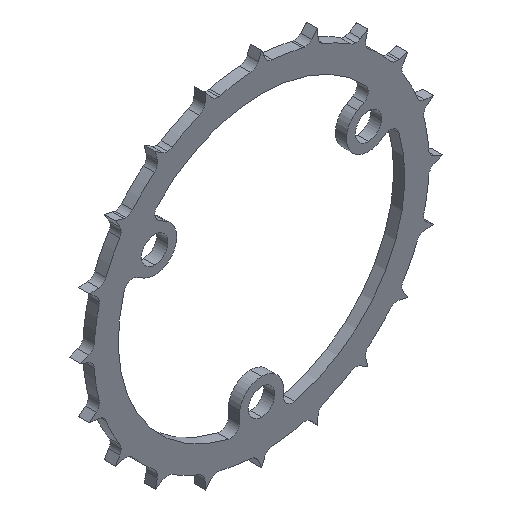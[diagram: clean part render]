
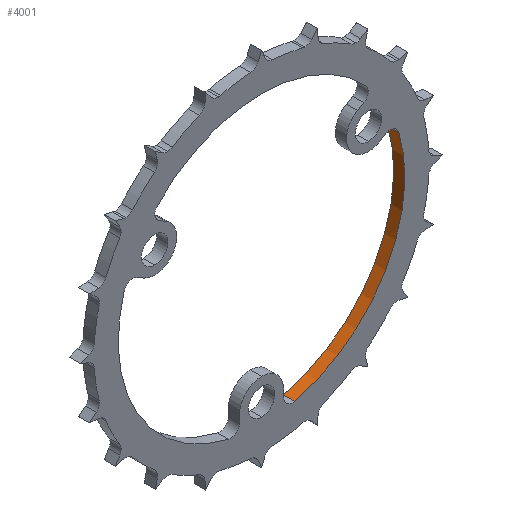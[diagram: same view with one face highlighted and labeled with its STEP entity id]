
A CAD part, isometric view. The second image highlights one B-rep face of the part: STEP entity #4001.
In plain terms, the highlighted cylindrical face has radius 20.637 mm (diameter 41.275 mm), a partial arc.
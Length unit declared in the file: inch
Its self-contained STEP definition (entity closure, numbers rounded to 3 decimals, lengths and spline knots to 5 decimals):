
#7 = ORIENTED_EDGE ( 'NONE', *, *, #3277, .T. ) ;
#49 = DIRECTION ( 'NONE',  ( 0., 0., 1. ) ) ;
#193 = CARTESIAN_POINT ( 'NONE',  ( 0.7781, 0.0315, 0.23391 ) ) ;
#515 = VECTOR ( 'NONE', #3263, 39.37008 ) ;
#925 = EDGE_CURVE ( 'NONE', #3289, #4483, #2763, .T. ) ;
#955 = EDGE_CURVE ( 'NONE', #3289, #2171, #2611, .T. ) ;
#968 = AXIS2_PLACEMENT_3D ( 'NONE', #2930, #3599, #1885 ) ;
#1072 = DIRECTION ( 'NONE',  ( 0., 1., 0. ) ) ;
#1149 = DIRECTION ( 'NONE',  ( 0., 0., 1. ) ) ;
#1218 = ORIENTED_EDGE ( 'NONE', *, *, #925, .F. ) ;
#1339 = CIRCLE ( 'NONE', #4586, 0.8125 ) ;
#1362 = ORIENTED_EDGE ( 'NONE', *, *, #955, .T. ) ;
#1530 = CYLINDRICAL_SURFACE ( 'NONE', #968, 0.8125 ) ;
#1885 = DIRECTION ( 'NONE',  ( 0., 0., 1. ) ) ;
#2171 = VERTEX_POINT ( 'NONE', #193 ) ;
#2285 = EDGE_CURVE ( 'NONE', #2171, #4666, #1339, .T. ) ;
#2289 = DIRECTION ( 'NONE',  ( 0., 1., 0. ) ) ;
#2611 = LINE ( 'NONE', #3691, #3431 ) ;
#2740 = DIRECTION ( 'NONE',  ( 0., 1., 0. ) ) ;
#2763 = CIRCLE ( 'NONE', #2998, 0.8125 ) ;
#2930 = CARTESIAN_POINT ( 'NONE',  ( 0., -0.0315, 0. ) ) ;
#2936 = CARTESIAN_POINT ( 'NONE',  ( 0.7781, -0.0315, 0.23391 ) ) ;
#2984 = CARTESIAN_POINT ( 'NONE',  ( 0.18648, -0.0315, -0.79081 ) ) ;
#2998 = AXIS2_PLACEMENT_3D ( 'NONE', #3319, #2740, #49 ) ;
#3027 = ORIENTED_EDGE ( 'NONE', *, *, #2285, .T. ) ;
#3263 = DIRECTION ( 'NONE',  ( 0., -1., 0. ) ) ;
#3277 = EDGE_CURVE ( 'NONE', #4666, #4483, #3330, .T. ) ;
#3289 = VERTEX_POINT ( 'NONE', #2936 ) ;
#3319 = CARTESIAN_POINT ( 'NONE',  ( 0., -0.0315, 0. ) ) ;
#3330 = LINE ( 'NONE', #2984, #515 ) ;
#3431 = VECTOR ( 'NONE', #2289, 39.37008 ) ;
#3599 = DIRECTION ( 'NONE',  ( 0., 1., 0. ) ) ;
#3647 = CARTESIAN_POINT ( 'NONE',  ( 0., 0.0315, 0. ) ) ;
#3690 = CARTESIAN_POINT ( 'NONE',  ( 0.18648, -0.0315, -0.79081 ) ) ;
#3691 = CARTESIAN_POINT ( 'NONE',  ( 0.7781, -0.0315, 0.23391 ) ) ;
#3866 = CARTESIAN_POINT ( 'NONE',  ( 0.18648, 0.0315, -0.79081 ) ) ;
#4001 = ADVANCED_FACE ( 'NONE', ( #4389 ), #1530, .F. ) ;
#4389 = FACE_OUTER_BOUND ( 'NONE', #4474, .T. ) ;
#4474 = EDGE_LOOP ( 'NONE', ( #1218, #1362, #3027, #7 ) ) ;
#4483 = VERTEX_POINT ( 'NONE', #3690 ) ;
#4586 = AXIS2_PLACEMENT_3D ( 'NONE', #3647, #1072, #1149 ) ;
#4666 = VERTEX_POINT ( 'NONE', #3866 ) ;
